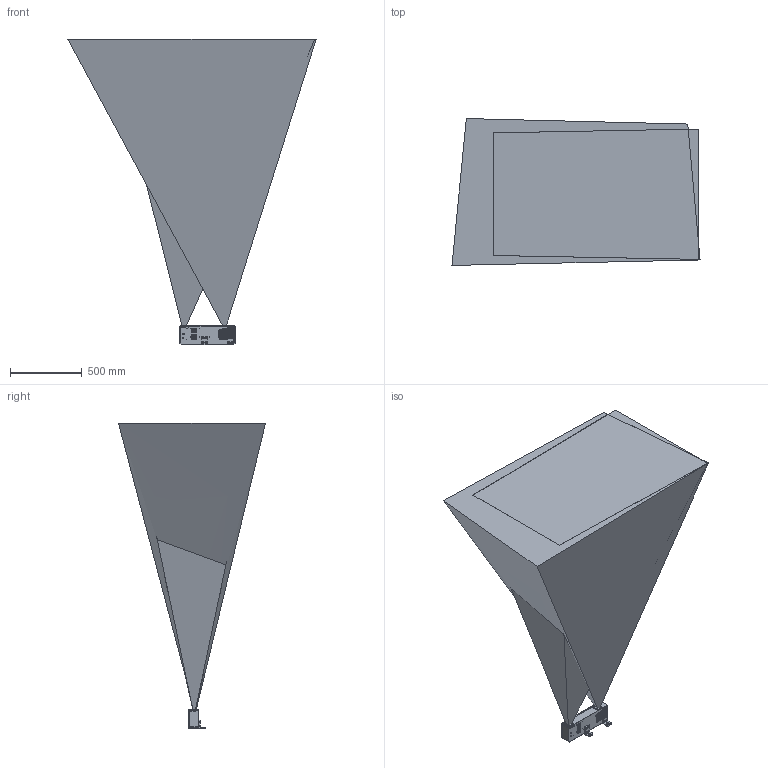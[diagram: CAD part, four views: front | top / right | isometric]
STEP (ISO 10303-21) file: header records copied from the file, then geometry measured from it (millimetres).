
FILE_DESCRIPTION (( 'STEP AP214' ), '1' );
FILE_NAME ('FOV model-Pro M Enhanced.STEP', '2021-08-02T14:17:41', ( '' ), ( '' ), 'SwSTEP 2.0', 'SolidWorks 2015', '' );
FILE_SCHEMA (( 'AUTOMOTIVE_DESIGN' ));
Length unit declared in the file: millimetre
Products named in the file (1): FOV model-Pro M Enhanced
Bounding box: 1730.77 x 1024.63 x 2133 mm (x, y, z)
Surface area: 19333411.5 mm2 (no closed solid volume)
Topology: 0 solids, 109 shells, 6051 faces, 16125 edges, 10560 vertices
Faces by surface type: plane 3419, cylinder 1517, bspline 747, cone 284, torus 68, sphere 16
Entity records: 296678 total; most frequent: CARTESIAN_POINT 99529, ORIENTED_EDGE 31968, DIRECTION 26167, EDGE_CURVE 15995, VERTEX_POINT 10554, VECTOR 8765, LINE 8765, AXIS2_PLACEMENT_3D 8701
